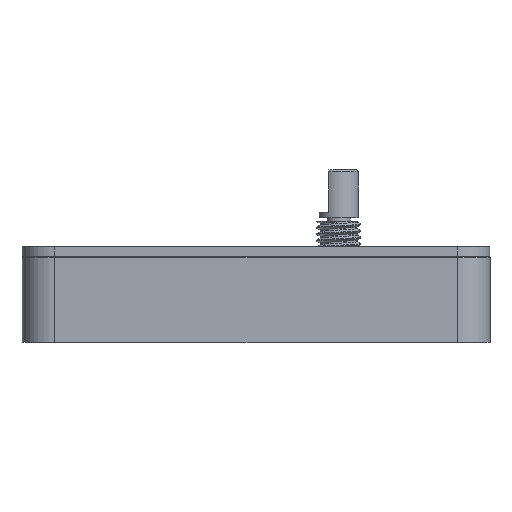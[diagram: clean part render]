
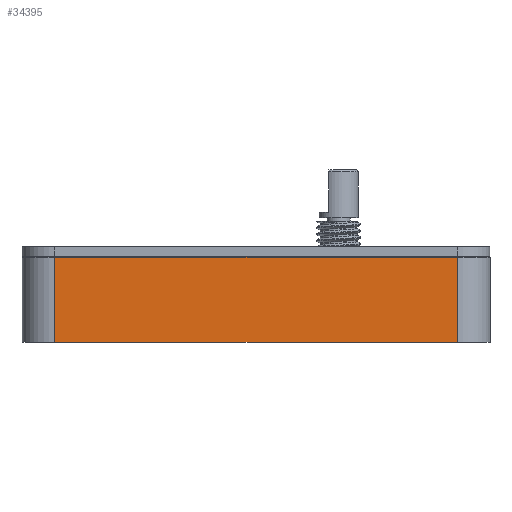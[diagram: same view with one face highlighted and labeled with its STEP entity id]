
A CAD part, front view. The second image highlights one B-rep face of the part: STEP entity #34395.
In plain terms, the highlighted face is planar.
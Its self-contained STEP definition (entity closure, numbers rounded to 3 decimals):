
#2006=PLANE('',#36587);
#3266=FACE_OUTER_BOUND('',#5215,.T.);
#5215=EDGE_LOOP('',(#23987,#23988,#23989,#23990));
#7346=LINE('',#47099,#11092);
#7359=LINE('',#47132,#11105);
#7367=LINE('',#47162,#11113);
#7389=LINE('',#47222,#11135);
#11092=VECTOR('',#38820,10.);
#11105=VECTOR('',#38843,10.);
#11113=VECTOR('',#38875,10.);
#11135=VECTOR('',#38941,10.);
#15457=VERTEX_POINT('',#47096);
#15458=VERTEX_POINT('',#47098);
#15473=VERTEX_POINT('',#47130);
#15483=VERTEX_POINT('',#47160);
#18800=EDGE_CURVE('',#15457,#15458,#7346,.T.);
#18817=EDGE_CURVE('',#15473,#15457,#7359,.T.);
#18832=EDGE_CURVE('',#15483,#15473,#7367,.T.);
#18862=EDGE_CURVE('',#15458,#15483,#7389,.T.);
#23987=ORIENTED_EDGE('',*,*,#18800,.F.);
#23988=ORIENTED_EDGE('',*,*,#18817,.F.);
#23989=ORIENTED_EDGE('',*,*,#18832,.F.);
#23990=ORIENTED_EDGE('',*,*,#18862,.F.);
#34395=ADVANCED_FACE('',(#3266),#2006,.T.);
#36587=AXIS2_PLACEMENT_3D('',#47221,#38939,#38940);
#38820=DIRECTION('',(0.,0.,-1.));
#38843=DIRECTION('',(0.,1.,0.));
#38875=DIRECTION('',(0.,0.,1.));
#38939=DIRECTION('center_axis',(1.,0.,0.));
#38940=DIRECTION('ref_axis',(0.,1.,0.));
#38941=DIRECTION('',(0.,-1.,0.));
#47096=CARTESIAN_POINT('',(69.4,29.5,13.));
#47098=CARTESIAN_POINT('',(69.4,29.5,0.));
#47099=CARTESIAN_POINT('',(69.4,29.5,0.));
#47130=CARTESIAN_POINT('',(69.4,-32.,13.));
#47132=CARTESIAN_POINT('',(69.4,34.5,13.));
#47160=CARTESIAN_POINT('',(69.4,-32.,0.));
#47162=CARTESIAN_POINT('',(69.4,-32.,0.));
#47221=CARTESIAN_POINT('Origin',(69.4,-37.,0.));
#47222=CARTESIAN_POINT('',(69.4,34.5,0.));
